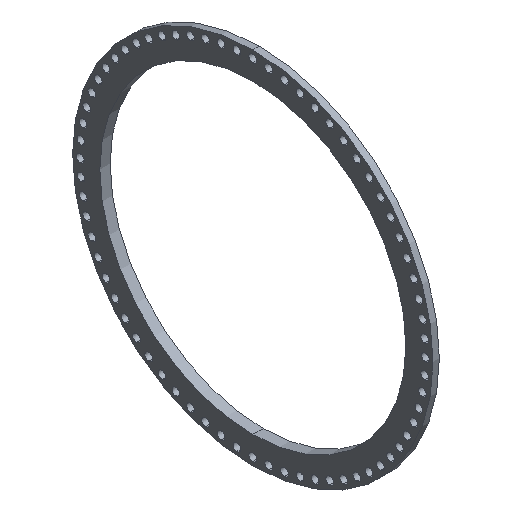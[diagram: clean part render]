
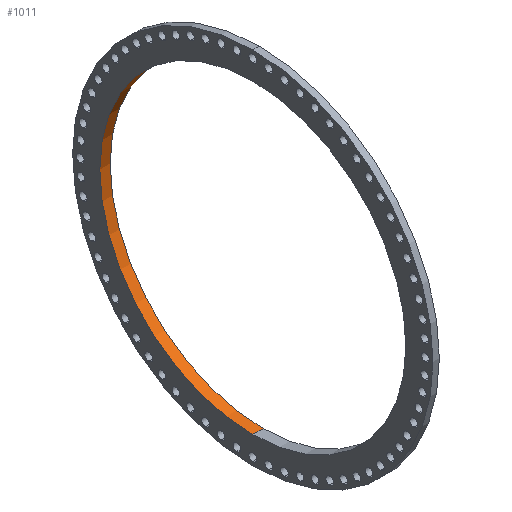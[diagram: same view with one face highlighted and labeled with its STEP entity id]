
A CAD part, isometric view. The second image highlights one B-rep face of the part: STEP entity #1011.
In plain terms, the highlighted cylindrical face has radius 1221.58 mm (diameter 2443.16 mm), a partial arc.
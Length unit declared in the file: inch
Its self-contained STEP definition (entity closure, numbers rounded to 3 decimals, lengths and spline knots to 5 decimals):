
#43 = DIRECTION ( 'NONE',  ( -1., 0., 0. ) ) ;
#84 = ORIENTED_EDGE ( 'NONE', *, *, #2847, .T. ) ;
#312 = AXIS2_PLACEMENT_3D ( 'NONE', #3209, #4886, #2735 ) ;
#332 = CARTESIAN_POINT ( 'NONE',  ( 3.11236, 0., -48.09375 ) ) ;
#436 = AXIS2_PLACEMENT_3D ( 'NONE', #1100, #3135, #4814 ) ;
#609 = EDGE_CURVE ( 'NONE', #4660, #2265, #4111, .T. ) ;
#679 = LINE ( 'NONE', #4480, #4022 ) ;
#827 = ORIENTED_EDGE ( 'NONE', *, *, #609, .F. ) ;
#837 = CARTESIAN_POINT ( 'NONE',  ( -0.13764, 0., -48.09375 ) ) ;
#869 = EDGE_CURVE ( 'NONE', #3520, #1968, #2806, .T. ) ;
#1011 = ADVANCED_FACE ( 'NONE', ( #3127 ), #4447, .F. ) ;
#1100 = CARTESIAN_POINT ( 'NONE',  ( 3.11236, 0., 0. ) ) ;
#1105 = CARTESIAN_POINT ( 'NONE',  ( -0.13764, 0., 48.09375 ) ) ;
#1328 = CARTESIAN_POINT ( 'NONE',  ( -0.13764, 0., 0. ) ) ;
#1968 = VERTEX_POINT ( 'NONE', #837 ) ;
#1997 = ORIENTED_EDGE ( 'NONE', *, *, #3923, .F. ) ;
#2256 = EDGE_LOOP ( 'NONE', ( #1997, #827, #84, #4144 ) ) ;
#2265 = VERTEX_POINT ( 'NONE', #332 ) ;
#2426 = DIRECTION ( 'NONE',  ( -1., 0., 0. ) ) ;
#2567 = DIRECTION ( 'NONE',  ( 0., 0., 1. ) ) ;
#2735 = DIRECTION ( 'NONE',  ( 0., 0., 1. ) ) ;
#2806 = CIRCLE ( 'NONE', #4459, 48.09375 ) ;
#2831 = CARTESIAN_POINT ( 'NONE',  ( 3.11236, 0., 48.09375 ) ) ;
#2847 = EDGE_CURVE ( 'NONE', #4660, #3520, #679, .T. ) ;
#3127 = FACE_OUTER_BOUND ( 'NONE', #2256, .T. ) ;
#3135 = DIRECTION ( 'NONE',  ( -1., 0., 0. ) ) ;
#3209 = CARTESIAN_POINT ( 'NONE',  ( 0., 0., 0. ) ) ;
#3520 = VERTEX_POINT ( 'NONE', #1105 ) ;
#3796 = CARTESIAN_POINT ( 'NONE',  ( 0., 0., -48.09375 ) ) ;
#3923 = EDGE_CURVE ( 'NONE', #2265, #1968, #4673, .T. ) ;
#4022 = VECTOR ( 'NONE', #2426, 39.37008 ) ;
#4111 = CIRCLE ( 'NONE', #436, 48.09375 ) ;
#4144 = ORIENTED_EDGE ( 'NONE', *, *, #869, .T. ) ;
#4447 = CYLINDRICAL_SURFACE ( 'NONE', #312, 48.09375 ) ;
#4459 = AXIS2_PLACEMENT_3D ( 'NONE', #1328, #5125, #2567 ) ;
#4480 = CARTESIAN_POINT ( 'NONE',  ( 0., 0., 48.09375 ) ) ;
#4660 = VERTEX_POINT ( 'NONE', #2831 ) ;
#4673 = LINE ( 'NONE', #3796, #5339 ) ;
#4814 = DIRECTION ( 'NONE',  ( 0., 0., 1. ) ) ;
#4886 = DIRECTION ( 'NONE',  ( -1., 0., 0. ) ) ;
#5125 = DIRECTION ( 'NONE',  ( -1., 0., 0. ) ) ;
#5339 = VECTOR ( 'NONE', #43, 39.37008 ) ;
